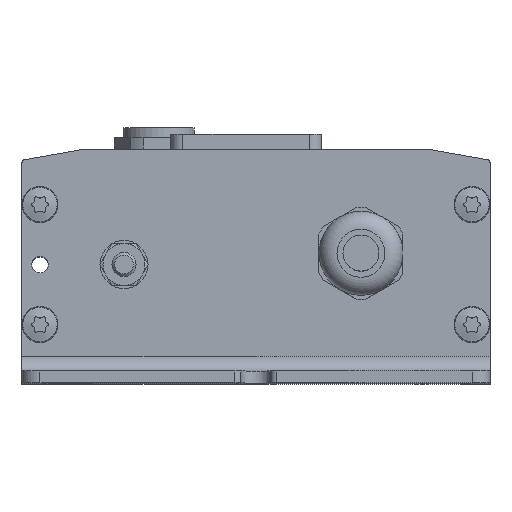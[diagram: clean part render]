
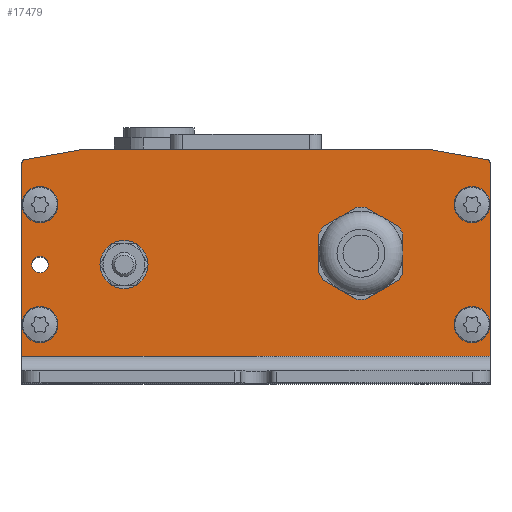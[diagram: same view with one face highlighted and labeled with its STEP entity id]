
A CAD part, top view. The second image highlights one B-rep face of the part: STEP entity #17479.
In plain terms, the highlighted planar face has unit normal (0, 0, 1).
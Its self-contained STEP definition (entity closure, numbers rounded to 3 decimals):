
#361=PLANE('',#18650);
#1118=LINE('',#25616,#2086);
#1119=LINE('',#25621,#2087);
#1120=LINE('',#25625,#2088);
#1121=LINE('',#25628,#2089);
#1122=LINE('',#25631,#2090);
#1123=LINE('',#25633,#2091);
#1124=LINE('',#25635,#2092);
#1125=LINE('',#25638,#2093);
#1126=LINE('',#25641,#2094);
#1127=LINE('',#25645,#2095);
#1128=LINE('',#25648,#2096);
#1129=LINE('',#25649,#2097);
#1130=LINE('',#25653,#2098);
#1131=LINE('',#25654,#2099);
#1132=LINE('',#25655,#2100);
#1133=LINE('',#25656,#2101);
#2086=VECTOR('',#21526,1000.);
#2087=VECTOR('',#21529,1000.);
#2088=VECTOR('',#21532,1000.);
#2089=VECTOR('',#21535,1000.);
#2090=VECTOR('',#21538,1000.);
#2091=VECTOR('',#21539,1000.);
#2092=VECTOR('',#21540,1000.);
#2093=VECTOR('',#21543,1000.);
#2094=VECTOR('',#21546,1000.);
#2095=VECTOR('',#21549,1000.);
#2096=VECTOR('',#21552,1000.);
#2097=VECTOR('',#21553,1000.);
#2098=VECTOR('',#21556,1000.);
#2099=VECTOR('',#21557,1000.);
#2100=VECTOR('',#21558,1000.);
#2101=VECTOR('',#21559,1000.);
#4465=ORIENTED_EDGE('',*,*,#7171,.T.);
#4466=ORIENTED_EDGE('',*,*,#7172,.T.);
#4467=ORIENTED_EDGE('',*,*,#7173,.T.);
#4468=ORIENTED_EDGE('',*,*,#7174,.T.);
#4469=ORIENTED_EDGE('',*,*,#7175,.T.);
#4470=ORIENTED_EDGE('',*,*,#7176,.F.);
#4471=ORIENTED_EDGE('',*,*,#7177,.T.);
#4472=ORIENTED_EDGE('',*,*,#7178,.F.);
#4473=ORIENTED_EDGE('',*,*,#7179,.T.);
#4474=ORIENTED_EDGE('',*,*,#7180,.T.);
#4475=ORIENTED_EDGE('',*,*,#7181,.T.);
#4476=ORIENTED_EDGE('',*,*,#7182,.F.);
#4477=ORIENTED_EDGE('',*,*,#7183,.T.);
#4478=ORIENTED_EDGE('',*,*,#7184,.F.);
#4479=ORIENTED_EDGE('',*,*,#7185,.T.);
#4480=ORIENTED_EDGE('',*,*,#7186,.T.);
#4481=ORIENTED_EDGE('',*,*,#7187,.T.);
#4482=ORIENTED_EDGE('',*,*,#7188,.T.);
#4483=ORIENTED_EDGE('',*,*,#6152,.T.);
#4484=ORIENTED_EDGE('',*,*,#7189,.F.);
#4485=ORIENTED_EDGE('',*,*,#6154,.T.);
#4486=ORIENTED_EDGE('',*,*,#7190,.F.);
#4487=ORIENTED_EDGE('',*,*,#7191,.T.);
#4488=ORIENTED_EDGE('',*,*,#7192,.F.);
#4489=ORIENTED_EDGE('',*,*,#6158,.T.);
#4490=ORIENTED_EDGE('',*,*,#7193,.F.);
#4491=ORIENTED_EDGE('',*,*,#6162,.T.);
#4492=ORIENTED_EDGE('',*,*,#7194,.F.);
#4493=ORIENTED_EDGE('',*,*,#6166,.T.);
#4494=ORIENTED_EDGE('',*,*,#7195,.F.);
#4495=ORIENTED_EDGE('',*,*,#7196,.F.);
#4496=ORIENTED_EDGE('',*,*,#6187,.T.);
#6152=EDGE_CURVE('',#7943,#7942,#9133,.F.);
#6154=EDGE_CURVE('',#7944,#7945,#9134,.F.);
#6158=EDGE_CURVE('',#7948,#7949,#9136,.F.);
#6162=EDGE_CURVE('',#7952,#7953,#9138,.F.);
#6166=EDGE_CURVE('',#7956,#7957,#9140,.F.);
#6187=EDGE_CURVE('',#7973,#7973,#9149,.F.);
#7171=EDGE_CURVE('',#8635,#8636,#1118,.T.);
#7172=EDGE_CURVE('',#8636,#8637,#9535,.T.);
#7173=EDGE_CURVE('',#8637,#8638,#1119,.T.);
#7174=EDGE_CURVE('',#8638,#8639,#9536,.T.);
#7175=EDGE_CURVE('',#8639,#8640,#1120,.T.);
#7176=EDGE_CURVE('',#8640,#8640,#9537,.T.);
#7177=EDGE_CURVE('',#8640,#8641,#1121,.T.);
#7178=EDGE_CURVE('',#8641,#8641,#9538,.T.);
#7179=EDGE_CURVE('',#8641,#8642,#1122,.T.);
#7180=EDGE_CURVE('',#8642,#8643,#1123,.T.);
#7181=EDGE_CURVE('',#8643,#8644,#1124,.T.);
#7182=EDGE_CURVE('',#8644,#8644,#9539,.T.);
#7183=EDGE_CURVE('',#8644,#8645,#1125,.T.);
#7184=EDGE_CURVE('',#8645,#8645,#9540,.T.);
#7185=EDGE_CURVE('',#8645,#8646,#1126,.T.);
#7186=EDGE_CURVE('',#8646,#8647,#9541,.T.);
#7187=EDGE_CURVE('',#8647,#8648,#1127,.T.);
#7188=EDGE_CURVE('',#8648,#8635,#9542,.T.);
#7189=EDGE_CURVE('',#7944,#7942,#1128,.T.);
#7190=EDGE_CURVE('',#8649,#7945,#1129,.T.);
#7191=EDGE_CURVE('',#8649,#8650,#9543,.F.);
#7192=EDGE_CURVE('',#7948,#8650,#1130,.T.);
#7193=EDGE_CURVE('',#7952,#7949,#1131,.T.);
#7194=EDGE_CURVE('',#7956,#7953,#1132,.T.);
#7195=EDGE_CURVE('',#7943,#7957,#1133,.T.);
#7196=EDGE_CURVE('',#8651,#8651,#9544,.T.);
#7942=VERTEX_POINT('',#23355);
#7943=VERTEX_POINT('',#23357);
#7944=VERTEX_POINT('',#23361);
#7945=VERTEX_POINT('',#23362);
#7948=VERTEX_POINT('',#23370);
#7949=VERTEX_POINT('',#23371);
#7952=VERTEX_POINT('',#23379);
#7953=VERTEX_POINT('',#23380);
#7956=VERTEX_POINT('',#23388);
#7957=VERTEX_POINT('',#23389);
#7973=VERTEX_POINT('',#23463);
#8635=VERTEX_POINT('',#25617);
#8636=VERTEX_POINT('',#25618);
#8637=VERTEX_POINT('',#25620);
#8638=VERTEX_POINT('',#25622);
#8639=VERTEX_POINT('',#25624);
#8640=VERTEX_POINT('',#25626);
#8641=VERTEX_POINT('',#25629);
#8642=VERTEX_POINT('',#25632);
#8643=VERTEX_POINT('',#25634);
#8644=VERTEX_POINT('',#25636);
#8645=VERTEX_POINT('',#25639);
#8646=VERTEX_POINT('',#25642);
#8647=VERTEX_POINT('',#25644);
#8648=VERTEX_POINT('',#25646);
#8649=VERTEX_POINT('',#25650);
#8650=VERTEX_POINT('',#25652);
#8651=VERTEX_POINT('',#25658);
#9133=CIRCLE('',#17898,7.7);
#9134=CIRCLE('',#17900,7.7);
#9136=CIRCLE('',#17903,7.7);
#9138=CIRCLE('',#17906,7.7);
#9140=CIRCLE('',#17909,7.7);
#9149=CIRCLE('',#17925,2.);
#9535=CIRCLE('',#18651,0.5);
#9536=CIRCLE('',#18652,0.5);
#9537=CIRCLE('',#18653,3.);
#9538=CIRCLE('',#18654,3.);
#9539=CIRCLE('',#18655,3.);
#9540=CIRCLE('',#18656,3.);
#9541=CIRCLE('',#18657,0.5);
#9542=CIRCLE('',#18658,0.5);
#9543=CIRCLE('',#18659,7.7);
#9544=CIRCLE('',#18660,1.4);
#10242=EDGE_LOOP('',(#4465,#4466,#4467,#4468,#4469,#4470,#4471,#4472,#4473,
#4474,#4475,#4476,#4477,#4478,#4479,#4480,#4481,#4482));
#10243=EDGE_LOOP('',(#4483,#4484,#4485,#4486,#4487,#4488,#4489,#4490,#4491,
#4492,#4493,#4494));
#10244=EDGE_LOOP('',(#4495));
#10245=EDGE_LOOP('',(#4496));
#11124=FACE_BOUND('',#10242,.T.);
#11125=FACE_BOUND('',#10243,.T.);
#11126=FACE_BOUND('',#10244,.T.);
#11127=FACE_BOUND('',#10245,.T.);
#17479=ADVANCED_FACE('',(#11124,#11125,#11126,#11127),#361,.T.);
#17898=AXIS2_PLACEMENT_3D('',#23356,#19461,#19462);
#17900=AXIS2_PLACEMENT_3D('',#23360,#19466,#19467);
#17903=AXIS2_PLACEMENT_3D('',#23369,#19474,#19475);
#17906=AXIS2_PLACEMENT_3D('',#23378,#19482,#19483);
#17909=AXIS2_PLACEMENT_3D('',#23387,#19490,#19491);
#17925=AXIS2_PLACEMENT_3D('',#23462,#19524,#19525);
#18650=AXIS2_PLACEMENT_3D('',#25615,#21524,#21525);
#18651=AXIS2_PLACEMENT_3D('',#25619,#21527,#21528);
#18652=AXIS2_PLACEMENT_3D('',#25623,#21530,#21531);
#18653=AXIS2_PLACEMENT_3D('',#25627,#21533,#21534);
#18654=AXIS2_PLACEMENT_3D('',#25630,#21536,#21537);
#18655=AXIS2_PLACEMENT_3D('',#25637,#21541,#21542);
#18656=AXIS2_PLACEMENT_3D('',#25640,#21544,#21545);
#18657=AXIS2_PLACEMENT_3D('',#25643,#21547,#21548);
#18658=AXIS2_PLACEMENT_3D('',#25647,#21550,#21551);
#18659=AXIS2_PLACEMENT_3D('',#25651,#21554,#21555);
#18660=AXIS2_PLACEMENT_3D('',#25657,#21560,#21561);
#19461=DIRECTION('',(0.,0.,1.));
#19462=DIRECTION('',(1.,0.,0.));
#19466=DIRECTION('',(0.,0.,1.));
#19467=DIRECTION('',(1.,0.,0.));
#19474=DIRECTION('',(0.,0.,1.));
#19475=DIRECTION('',(1.,0.,0.));
#19482=DIRECTION('',(0.,0.,1.));
#19483=DIRECTION('',(1.,0.,0.));
#19490=DIRECTION('',(0.,0.,1.));
#19491=DIRECTION('',(1.,0.,0.));
#19524=DIRECTION('',(0.,0.,1.));
#19525=DIRECTION('',(1.,0.,0.));
#21524=DIRECTION('',(0.,0.,1.));
#21525=DIRECTION('',(1.,0.,0.));
#21526=DIRECTION('',(-1.,0.,0.));
#21527=DIRECTION('',(0.,0.,1.));
#21528=DIRECTION('',(1.,0.,0.));
#21529=DIRECTION('',(-0.985,-0.174,0.));
#21530=DIRECTION('',(0.,0.,1.));
#21531=DIRECTION('',(1.,0.,0.));
#21532=DIRECTION('',(0.,-1.,0.));
#21533=DIRECTION('',(0.,0.,1.));
#21534=DIRECTION('',(0.,-1.,0.));
#21535=DIRECTION('',(0.,-1.,0.));
#21536=DIRECTION('',(0.,0.,1.));
#21537=DIRECTION('',(0.,-1.,0.));
#21538=DIRECTION('',(0.,-1.,0.));
#21539=DIRECTION('',(1.,0.,0.));
#21540=DIRECTION('',(0.,1.,0.));
#21541=DIRECTION('',(0.,0.,1.));
#21542=DIRECTION('',(0.,-1.,0.));
#21543=DIRECTION('',(0.,1.,0.));
#21544=DIRECTION('',(0.,0.,1.));
#21545=DIRECTION('',(0.,-1.,0.));
#21546=DIRECTION('',(0.,1.,0.));
#21547=DIRECTION('',(0.,0.,1.));
#21548=DIRECTION('',(1.,0.,0.));
#21549=DIRECTION('',(-0.985,0.174,0.));
#21550=DIRECTION('',(0.,0.,1.));
#21551=DIRECTION('',(1.,0.,0.));
#21552=DIRECTION('',(0.,-1.,0.));
#21553=DIRECTION('',(-0.866,-0.5,0.));
#21554=DIRECTION('',(0.,0.,1.));
#21555=DIRECTION('',(1.,0.,0.));
#21556=DIRECTION('',(-0.866,0.5,0.));
#21557=DIRECTION('',(0.,1.,0.));
#21558=DIRECTION('',(0.866,0.5,0.));
#21559=DIRECTION('',(0.866,-0.5,0.));
#21560=DIRECTION('',(0.,0.,1.));
#21561=DIRECTION('',(1.,0.,0.));
#23355=CARTESIAN_POINT('',(10.5,-1.358,47.06));
#23356=CARTESIAN_POINT('',(17.5,1.85,47.06));
#23357=CARTESIAN_POINT('',(11.222,-2.608,47.06));
#23360=CARTESIAN_POINT('',(17.5,1.85,47.06));
#23361=CARTESIAN_POINT('',(10.5,5.058,47.06));
#23362=CARTESIAN_POINT('',(11.222,6.308,47.06));
#23369=CARTESIAN_POINT('',(17.5,1.85,47.06));
#23370=CARTESIAN_POINT('',(23.778,6.308,47.06));
#23371=CARTESIAN_POINT('',(24.5,5.058,47.06));
#23378=CARTESIAN_POINT('',(17.5,1.85,47.06));
#23379=CARTESIAN_POINT('',(24.5,-1.358,47.06));
#23380=CARTESIAN_POINT('',(23.778,-2.608,47.06));
#23387=CARTESIAN_POINT('',(17.5,1.85,47.06));
#23388=CARTESIAN_POINT('',(18.222,-5.816,47.06));
#23389=CARTESIAN_POINT('',(16.778,-5.816,47.06));
#23462=CARTESIAN_POINT('',(-22.,0.,47.06));
#23463=CARTESIAN_POINT('',(-20.,0.,47.06));
#25615=CARTESIAN_POINT('',(38.5,16.979,47.06));
#25616=CARTESIAN_POINT('',(28.456,19.25,47.06));
#25617=CARTESIAN_POINT('',(28.456,19.25,47.06));
#25618=CARTESIAN_POINT('',(-28.456,19.25,47.06));
#25619=CARTESIAN_POINT('',(-28.456,18.75,47.06));
#25620=CARTESIAN_POINT('',(-28.543,19.242,47.06));
#25621=CARTESIAN_POINT('',(-28.543,19.242,47.06));
#25622=CARTESIAN_POINT('',(-38.587,17.471,47.06));
#25623=CARTESIAN_POINT('',(-38.5,16.979,47.06));
#25624=CARTESIAN_POINT('',(-39.,16.979,47.06));
#25625=CARTESIAN_POINT('',(-39.,16.979,47.06));
#25626=CARTESIAN_POINT('',(-39.,10.,47.06));
#25627=CARTESIAN_POINT('',(-36.,10.,47.06));
#25628=CARTESIAN_POINT('',(-39.,16.979,47.06));
#25629=CARTESIAN_POINT('',(-39.,-10.,47.06));
#25630=CARTESIAN_POINT('',(-36.,-10.,47.06));
#25631=CARTESIAN_POINT('',(-39.,16.979,47.06));
#25632=CARTESIAN_POINT('',(-39.,-15.25,47.06));
#25633=CARTESIAN_POINT('',(-39.,-15.25,47.06));
#25634=CARTESIAN_POINT('',(39.,-15.25,47.06));
#25635=CARTESIAN_POINT('',(39.,-15.25,47.06));
#25636=CARTESIAN_POINT('',(39.,-10.,47.06));
#25637=CARTESIAN_POINT('',(36.,-10.,47.06));
#25638=CARTESIAN_POINT('',(39.,-15.25,47.06));
#25639=CARTESIAN_POINT('',(39.,10.,47.06));
#25640=CARTESIAN_POINT('',(36.,10.,47.06));
#25641=CARTESIAN_POINT('',(39.,-15.25,47.06));
#25642=CARTESIAN_POINT('',(39.,16.979,47.06));
#25643=CARTESIAN_POINT('',(38.5,16.979,47.06));
#25644=CARTESIAN_POINT('',(38.587,17.471,47.06));
#25645=CARTESIAN_POINT('',(38.587,17.471,47.06));
#25646=CARTESIAN_POINT('',(28.543,19.242,47.06));
#25647=CARTESIAN_POINT('',(28.456,18.75,47.06));
#25648=CARTESIAN_POINT('',(10.5,5.891,47.06));
#25649=CARTESIAN_POINT('',(17.5,9.933,47.06));
#25650=CARTESIAN_POINT('',(16.778,9.516,47.06));
#25651=CARTESIAN_POINT('',(17.5,1.85,47.06));
#25652=CARTESIAN_POINT('',(18.222,9.516,47.06));
#25653=CARTESIAN_POINT('',(24.5,5.891,47.06));
#25654=CARTESIAN_POINT('',(24.5,-2.191,47.06));
#25655=CARTESIAN_POINT('',(17.5,-6.233,47.06));
#25656=CARTESIAN_POINT('',(10.5,-2.191,47.06));
#25657=CARTESIAN_POINT('',(-36.,0.,47.06));
#25658=CARTESIAN_POINT('',(-34.6,0.,47.06));
